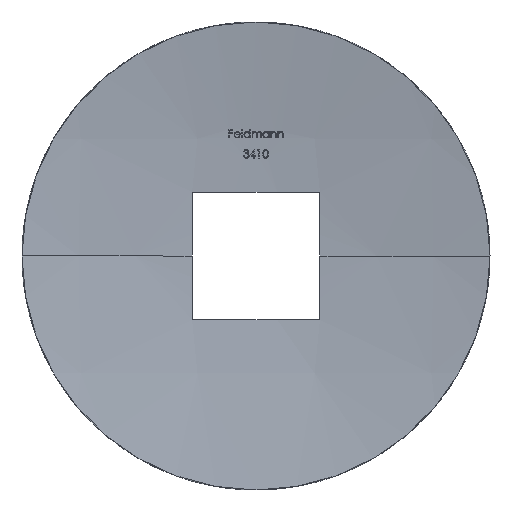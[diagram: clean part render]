
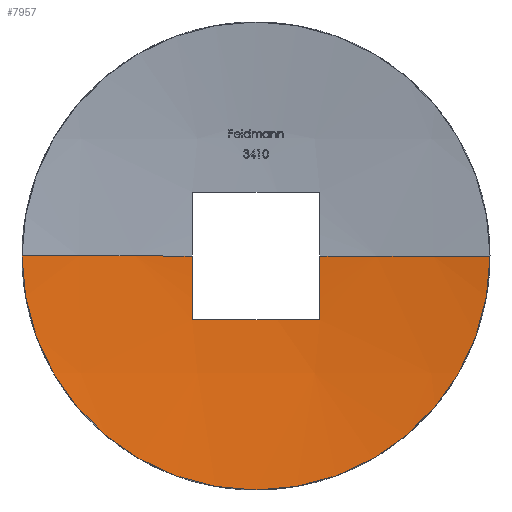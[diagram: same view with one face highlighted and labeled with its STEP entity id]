
A CAD part, front view. The second image highlights one B-rep face of the part: STEP entity #7957.
In plain terms, the highlighted spherical face has radius 229.667 mm.
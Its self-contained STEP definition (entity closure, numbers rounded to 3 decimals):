
#257 = CARTESIAN_POINT ( 'NONE',  ( 0., -226.667, 0. ) ) ;
#290 = AXIS2_PLACEMENT_3D ( 'NONE', #9195, #2956, #10231 ) ;
#1023 = VERTEX_POINT ( 'NONE', #7393 ) ;
#1355 = CARTESIAN_POINT ( 'NONE',  ( -37., 0., 0. ) ) ;
#1542 = SPHERICAL_SURFACE ( 'NONE', #4858, 229.667 ) ;
#1626 = CARTESIAN_POINT ( 'NONE',  ( 0., -226.667, 0. ) ) ;
#1818 = VERTEX_POINT ( 'NONE', #1355 ) ;
#2333 = DIRECTION ( 'NONE',  ( 1., 0., 0. ) ) ;
#2369 = ORIENTED_EDGE ( 'NONE', *, *, #7988, .T. ) ;
#2380 = ORIENTED_EDGE ( 'NONE', *, *, #7275, .T. ) ;
#2586 = CARTESIAN_POINT ( 'NONE',  ( 37., 0., 0. ) ) ;
#2651 = DIRECTION ( 'NONE',  ( 1., 0., 0. ) ) ;
#2956 = DIRECTION ( 'NONE',  ( 0., 0., 1. ) ) ;
#3616 = DIRECTION ( 'NONE',  ( -1., 0., 0. ) ) ;
#3976 = CIRCLE ( 'NONE', #6268, 229.444 ) ;
#4302 = EDGE_CURVE ( 'NONE', #6418, #1818, #7397, .T. ) ;
#4477 = CARTESIAN_POINT ( 'NONE',  ( -10.1, -226.667, 0. ) ) ;
#4750 = VERTEX_POINT ( 'NONE', #2586 ) ;
#4858 = AXIS2_PLACEMENT_3D ( 'NONE', #257, #8584, #2333 ) ;
#5454 = CARTESIAN_POINT ( 'NONE',  ( -10.1, 2.778, 0. ) ) ;
#5521 = DIRECTION ( 'NONE',  ( 0., 0., -1. ) ) ;
#5670 = EDGE_CURVE ( 'NONE', #1023, #13367, #13304, .T. ) ;
#5745 = CARTESIAN_POINT ( 'NONE',  ( 0., -226.667, 0. ) ) ;
#5805 = CARTESIAN_POINT ( 'NONE',  ( -10.1, 2.555, -10.1 ) ) ;
#6226 = CARTESIAN_POINT ( 'NONE',  ( 0., 0., 0. ) ) ;
#6268 = AXIS2_PLACEMENT_3D ( 'NONE', #4477, #11728, #5521 ) ;
#6418 = VERTEX_POINT ( 'NONE', #5454 ) ;
#6803 = DIRECTION ( 'NONE',  ( -1., 0., 0. ) ) ;
#6882 = VERTEX_POINT ( 'NONE', #5805 ) ;
#7272 = DIRECTION ( 'NONE',  ( 0., 0., -1. ) ) ;
#7275 = EDGE_CURVE ( 'NONE', #1818, #4750, #7577, .T. ) ;
#7393 = CARTESIAN_POINT ( 'NONE',  ( 10.1, 2.778, 0. ) ) ;
#7397 = CIRCLE ( 'NONE', #7432, 229.667 ) ;
#7432 = AXIS2_PLACEMENT_3D ( 'NONE', #1626, #8901, #2651 ) ;
#7477 = AXIS2_PLACEMENT_3D ( 'NONE', #6226, #13399, #7272 ) ;
#7577 = CIRCLE ( 'NONE', #7477, 37. ) ;
#7768 = ORIENTED_EDGE ( 'NONE', *, *, #4302, .T. ) ;
#7957 = ADVANCED_FACE ( 'NONE', ( #9510 ), #1542, .F. ) ;
#7988 = EDGE_CURVE ( 'NONE', #6882, #6418, #3976, .T. ) ;
#8299 = CIRCLE ( 'NONE', #290, 229.444 ) ;
#8584 = DIRECTION ( 'NONE',  ( 0., 0., 1. ) ) ;
#8901 = DIRECTION ( 'NONE',  ( 0., 0., 1. ) ) ;
#9195 = CARTESIAN_POINT ( 'NONE',  ( 0., -226.667, -10.1 ) ) ;
#9510 = FACE_OUTER_BOUND ( 'NONE', #13000, .T. ) ;
#9847 = CARTESIAN_POINT ( 'NONE',  ( 10.1, -226.667, 0. ) ) ;
#9870 = AXIS2_PLACEMENT_3D ( 'NONE', #9847, #3616, #10884 ) ;
#10229 = EDGE_CURVE ( 'NONE', #1023, #4750, #12457, .T. ) ;
#10231 = DIRECTION ( 'NONE',  ( 1., 0., 0. ) ) ;
#10272 = AXIS2_PLACEMENT_3D ( 'NONE', #5745, #12943, #6803 ) ;
#10884 = DIRECTION ( 'NONE',  ( 0., 0., 1. ) ) ;
#11015 = EDGE_CURVE ( 'NONE', #13367, #6882, #8299, .T. ) ;
#11193 = ORIENTED_EDGE ( 'NONE', *, *, #11015, .T. ) ;
#11260 = CARTESIAN_POINT ( 'NONE',  ( 10.1, 2.555, -10.1 ) ) ;
#11728 = DIRECTION ( 'NONE',  ( 1., 0., 0. ) ) ;
#11825 = ORIENTED_EDGE ( 'NONE', *, *, #5670, .T. ) ;
#12457 = CIRCLE ( 'NONE', #10272, 229.667 ) ;
#12588 = ORIENTED_EDGE ( 'NONE', *, *, #10229, .F. ) ;
#12943 = DIRECTION ( 'NONE',  ( 0., 0., -1. ) ) ;
#13000 = EDGE_LOOP ( 'NONE', ( #2369, #7768, #2380, #12588, #11825, #11193 ) ) ;
#13304 = CIRCLE ( 'NONE', #9870, 229.444 ) ;
#13367 = VERTEX_POINT ( 'NONE', #11260 ) ;
#13399 = DIRECTION ( 'NONE',  ( 0., -1., 0. ) ) ;
